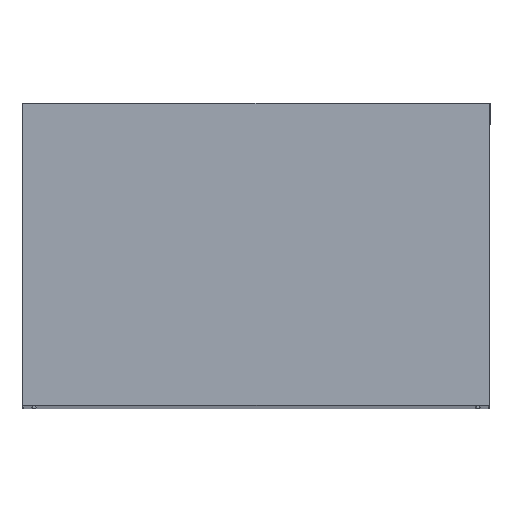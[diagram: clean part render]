
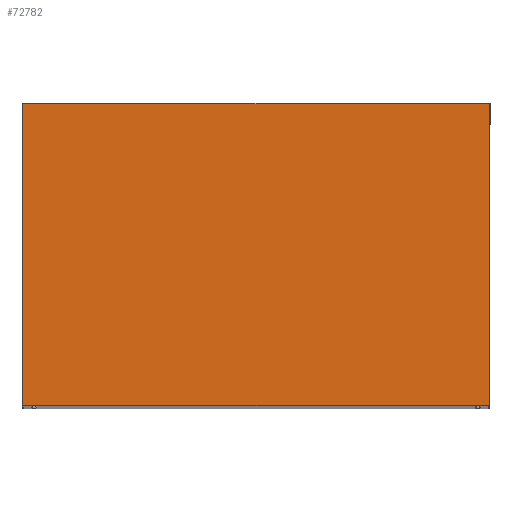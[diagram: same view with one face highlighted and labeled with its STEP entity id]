
A CAD part, top view. The second image highlights one B-rep face of the part: STEP entity #72782.
In plain terms, the highlighted free-form (B-spline) face has degree [1, 1] with [2, 2] control points.
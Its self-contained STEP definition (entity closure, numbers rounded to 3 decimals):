
#72521=CARTESIAN_POINT('',(-956.44,10425.153,1516.));
#72522=VERTEX_POINT('',#72521);
#72529=CARTESIAN_POINT('',(-956.233,10425.36,1516.));
#72530=VERTEX_POINT('',#72529);
#72531=CARTESIAN_POINT('',(-956.233,10425.36,1516.));
#72532=DIRECTION('',(-0.707,-0.707,0.0));
#72533=VECTOR('',#72532,0.293);
#72534=LINE('',#72531,#72533);
#72535=EDGE_CURVE('',#72530,#72522,#72534,.T.);
#72553=CARTESIAN_POINT('',(-539.647,10425.36,1516.));
#72554=VERTEX_POINT('',#72553);
#72555=CARTESIAN_POINT('',(-539.647,10425.36,1516.));
#72556=DIRECTION('',(-1.0,0.0,0.0));
#72557=VECTOR('',#72556,416.586);
#72558=LINE('',#72555,#72557);
#72559=EDGE_CURVE('',#72554,#72530,#72558,.T.);
#72575=CARTESIAN_POINT('',(-956.44,10156.567,1516.));
#72576=VERTEX_POINT('',#72575);
#72577=CARTESIAN_POINT('',(-956.44,10425.153,1516.));
#72578=DIRECTION('',(0.0,-1.0,0.0));
#72579=VECTOR('',#72578,268.586);
#72580=LINE('',#72577,#72579);
#72581=EDGE_CURVE('',#72522,#72576,#72580,.T.);
#72608=CARTESIAN_POINT('',(-539.44,10425.153,1516.));
#72609=VERTEX_POINT('',#72608);
#72610=CARTESIAN_POINT('',(-539.44,10425.153,1516.));
#72611=DIRECTION('',(-0.707,0.707,0.0));
#72612=VECTOR('',#72611,0.293);
#72613=LINE('',#72610,#72612);
#72614=EDGE_CURVE('',#72609,#72554,#72613,.T.);
#72639=CARTESIAN_POINT('',(-539.44,10156.567,1516.));
#72640=VERTEX_POINT('',#72639);
#72641=CARTESIAN_POINT('',(-539.44,10156.567,1516.));
#72642=DIRECTION('',(0.0,1.0,0.0));
#72643=VECTOR('',#72642,268.586);
#72644=LINE('',#72641,#72643);
#72645=EDGE_CURVE('',#72640,#72609,#72644,.T.);
#72670=CARTESIAN_POINT('',(-539.647,10156.36,1516.));
#72671=VERTEX_POINT('',#72670);
#72672=CARTESIAN_POINT('',(-539.647,10156.36,1516.));
#72673=DIRECTION('',(0.707,0.707,0.0));
#72674=VECTOR('',#72673,0.293);
#72675=LINE('',#72672,#72674);
#72676=EDGE_CURVE('',#72671,#72640,#72675,.T.);
#72692=CARTESIAN_POINT('',(-956.233,10156.36,1516.));
#72693=VERTEX_POINT('',#72692);
#72694=CARTESIAN_POINT('',(-956.233,10156.36,1516.));
#72695=DIRECTION('',(1.0,0.0,0.0));
#72696=VECTOR('',#72695,416.586);
#72697=LINE('',#72694,#72696);
#72698=EDGE_CURVE('',#72693,#72671,#72697,.T.);
#72721=CARTESIAN_POINT('',(-956.44,10156.567,1516.));
#72722=DIRECTION('',(0.707,-0.707,0.0));
#72723=VECTOR('',#72722,0.293);
#72724=LINE('',#72721,#72723);
#72725=EDGE_CURVE('',#72576,#72693,#72724,.T.);
#72767=CARTESIAN_POINT('',(-539.44,10156.36,1516.));
#72768=CARTESIAN_POINT('',(-956.44,10156.36,1516.));
#72769=CARTESIAN_POINT('',(-539.44,10425.36,1516.));
#72770=CARTESIAN_POINT('',(-956.44,10425.36,1516.));
#72771=B_SPLINE_SURFACE_WITH_KNOTS('',1,1,((#72767,#72769),(#72768,#72770)),.UNSPECIFIED.,.F.,.F.,.U.,(2,2),(2,2),(0.0,417.),(0.0,269.),.UNSPECIFIED.);
#72772=ORIENTED_EDGE('',*,*,#72535,.T.);
#72773=ORIENTED_EDGE('',*,*,#72581,.T.);
#72774=ORIENTED_EDGE('',*,*,#72725,.T.);
#72775=ORIENTED_EDGE('',*,*,#72698,.T.);
#72776=ORIENTED_EDGE('',*,*,#72676,.T.);
#72777=ORIENTED_EDGE('',*,*,#72645,.T.);
#72778=ORIENTED_EDGE('',*,*,#72614,.T.);
#72779=ORIENTED_EDGE('',*,*,#72559,.T.);
#72780=EDGE_LOOP('',(#72772,#72773,#72774,#72775,#72776,#72777,#72778,#72779));
#72781=FACE_OUTER_BOUND('',#72780,.T.);
#72782=ADVANCED_FACE('',(#72781),#72771,.F.);
